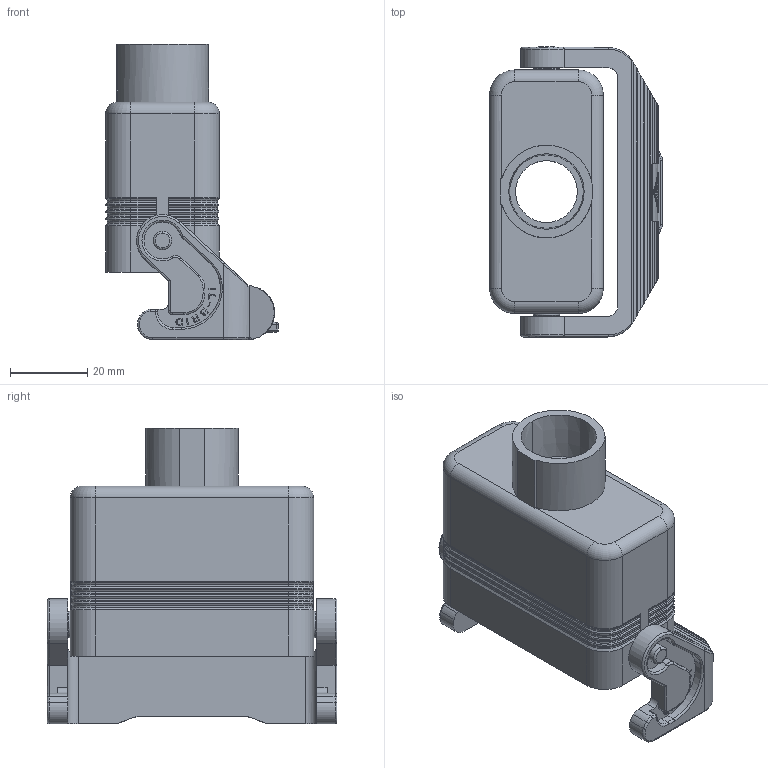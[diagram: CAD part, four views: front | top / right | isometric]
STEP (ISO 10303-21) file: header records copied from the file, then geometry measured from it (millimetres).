
FILE_DESCRIPTION(('Creo Elements/Direct Modeling STEP Export'),'2;1');
FILE_NAME('0ln7uvk45s4tqjp4576','2016-11-24T 9:55:21',(''),(''),'PTC Creo Elements/Direct Modeling STEP processor for AP214 (Solid Model)','PTC Creo Elements/Direct Modeling 19.0E 27-Jun-2016 (C) Parametric Technology GmbH','');
FILE_SCHEMA(('AUTOMOTIVE_DESIGN { 1 0 10303 214 1 1 1 1 }'));
Length unit declared in the file: millimetre
Products named in the file (1): MZV_15_LG20
Bounding box: 44.7 x 75.05 x 76.5 mm (x, y, z)
Volume: 41617.4 mm3; surface area: 27835.9 mm2
Topology: 1 solids, 1 shells, 857 faces, 2268 edges, 1457 vertices
Faces by surface type: plane 515, cylinder 226, torus 72, cone 40, bspline 2, sphere 2
Entity records: 36821 total; most frequent: CARTESIAN_POINT 8878, ORIENTED_EDGE 4532, DIRECTION 4234, EDGE_CURVE 2266, VECTOR 1550, LINE 1550, VERTEX_POINT 1457, AXIS2_PLACEMENT_3D 1342
